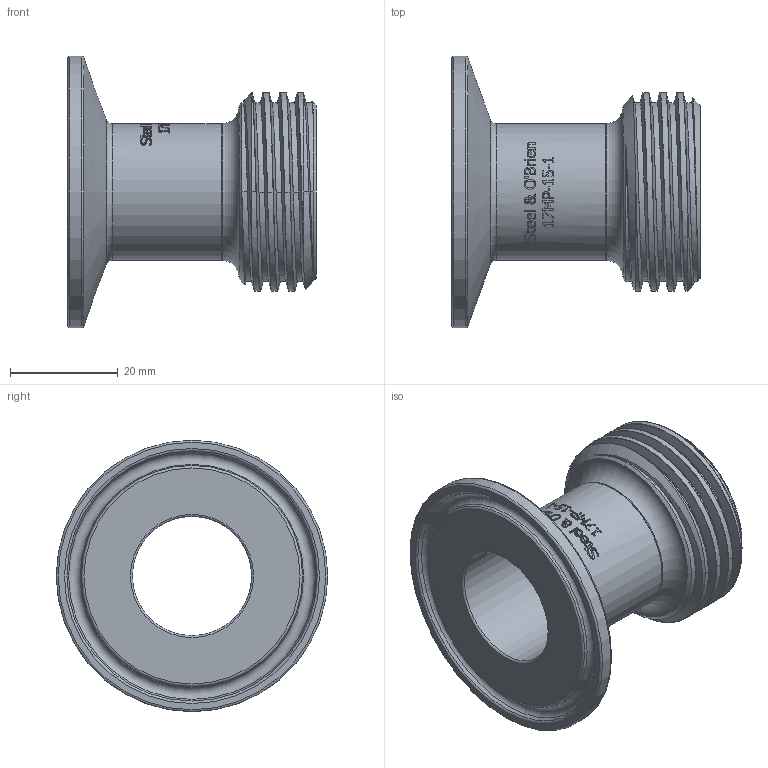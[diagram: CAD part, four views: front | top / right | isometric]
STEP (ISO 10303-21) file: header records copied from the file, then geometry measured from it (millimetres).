
FILE_DESCRIPTION(/* description */ (''),/* implementation_level */ '2;1');
FILE_NAME(/* name */ '17MP-15-1.stp',/* time_stamp */ '2022-01-20T07:55:17-05:00',/* author */ ('rick'),/* organization */ (''),/* preprocessor_version */ 'ST-DEVELOPER v18.1',/* originating_system */ 'Autodesk Inventor 2020',/* authorisation */ '');
FILE_SCHEMA (('AUTOMOTIVE_DESIGN { 1 0 10303 214 3 1 1 }'));
Length unit declared in the file: inch
Products named in the file (1): 17MP-15-1
Bounding box: 46.05 x 50.39 x 50.39 mm (x, y, z)
Volume: 18288.3 mm3; surface area: 12272.9 mm2
Topology: 1 solids, 1 shells, 374 faces, 1032 edges, 695 vertices
Faces by surface type: plane 158, bspline 149, cylinder 47, torus 12, cone 8
Full cylindrical faces by diameter (mm): 22.098 x2, 25.4 x1, 33.223 x4, 36.906 x3, 50.394 x1
Entity records: 17311 total; most frequent: CARTESIAN_POINT 8488, ORIENTED_EDGE 2064, DIRECTION 1417, EDGE_CURVE 1032, VERTEX_POINT 695, AXIS2_PLACEMENT_3D 483, LINE 451, VECTOR 451
